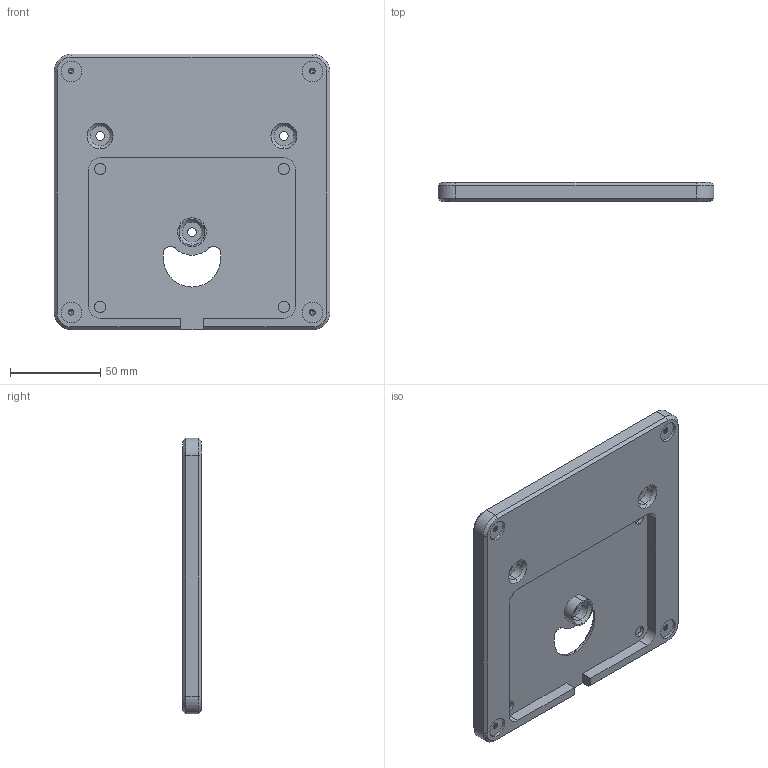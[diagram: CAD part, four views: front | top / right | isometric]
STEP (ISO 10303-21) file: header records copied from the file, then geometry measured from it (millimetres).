
FILE_DESCRIPTION (( 'STEP AP214' ), '1' );
FILE_NAME ('Base.STEP', '2024-10-20T01:14:36', ( '' ), ( '' ), 'SwSTEP 2.0', 'SolidWorks 2023', '' );
FILE_SCHEMA (( 'AUTOMOTIVE_DESIGN' ));
Length unit declared in the file: inch
Products named in the file (1): Base
Bounding box: 152.4 x 10.32 x 152.4 mm (x, y, z)
Volume: 155318 mm3; surface area: 56049.7 mm2
Topology: 1 solids, 1 shells, 212 faces, 554 edges, 354 vertices
Faces by surface type: cylinder 129, plane 47, cone 22, bspline 12, torus 2
Entity records: 12269 total; most frequent: CARTESIAN_POINT 7505, ORIENTED_EDGE 1092, DIRECTION 900, EDGE_CURVE 546, VERTEX_POINT 354, AXIS2_PLACEMENT_3D 329, VECTOR 242, LINE 242
